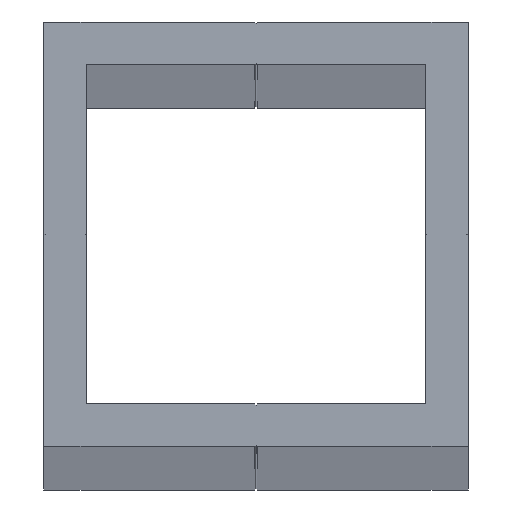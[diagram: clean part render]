
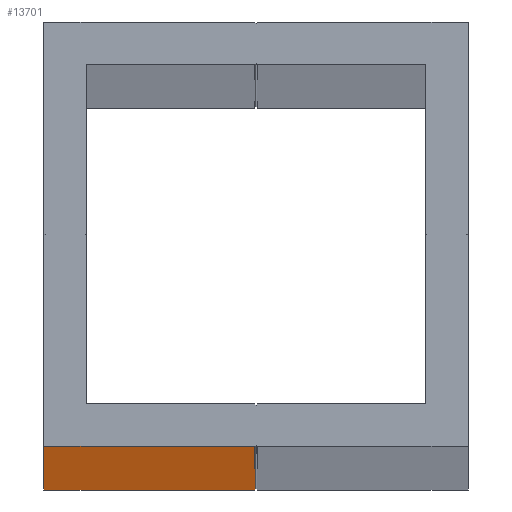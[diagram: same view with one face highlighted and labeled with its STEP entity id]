
A CAD part, top view. The second image highlights one B-rep face of the part: STEP entity #13701.
In plain terms, the highlighted planar face has unit normal (0, -1, 0).
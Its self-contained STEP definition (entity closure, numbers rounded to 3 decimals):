
#128 = CARTESIAN_POINT ( 'NONE',  ( -12.7, -12.7, 749.3 ) ) ;
#258 = DIRECTION ( 'NONE',  ( 1., 0., 0. ) ) ;
#702 = CARTESIAN_POINT ( 'NONE',  ( -0.076, -12.7, -749.3 ) ) ;
#1420 = PLANE ( 'NONE',  #18693 ) ;
#2184 = VERTEX_POINT ( 'NONE', #16011 ) ;
#2379 = EDGE_CURVE ( 'NONE', #13604, #2184, #18376, .T. ) ;
#2585 = VECTOR ( 'NONE', #258, 1000. ) ;
#4146 = ORIENTED_EDGE ( 'NONE', *, *, #2379, .F. ) ;
#4487 = CARTESIAN_POINT ( 'NONE',  ( -12.7, -12.7, -749.3 ) ) ;
#5364 = CARTESIAN_POINT ( 'NONE',  ( -12.7, -12.7, 749.3 ) ) ;
#5736 = CARTESIAN_POINT ( 'NONE',  ( -12.7, -12.7, 749.3 ) ) ;
#6550 = DIRECTION ( 'NONE',  ( 1., 0., 0. ) ) ;
#7246 = DIRECTION ( 'NONE',  ( 0., 0., 1. ) ) ;
#7253 = EDGE_LOOP ( 'NONE', ( #16395, #24920, #4146, #9302 ) ) ;
#7961 = DIRECTION ( 'NONE',  ( 0., 0., 1. ) ) ;
#8641 = VECTOR ( 'NONE', #25282, 1000. ) ;
#9302 = ORIENTED_EDGE ( 'NONE', *, *, #15973, .T. ) ;
#10760 = VERTEX_POINT ( 'NONE', #14359 ) ;
#10862 = CARTESIAN_POINT ( 'NONE',  ( -12.7, -12.7, -749.3 ) ) ;
#13248 = LINE ( 'NONE', #10862, #2585 ) ;
#13604 = VERTEX_POINT ( 'NONE', #5364 ) ;
#13701 = ADVANCED_FACE ( 'NONE', ( #23934 ), #1420, .F. ) ;
#14314 = DIRECTION ( 'NONE',  ( 0., 1., 0. ) ) ;
#14359 = CARTESIAN_POINT ( 'NONE',  ( -0.076, -12.7, -749.3 ) ) ;
#14577 = LINE ( 'NONE', #702, #18220 ) ;
#15973 = EDGE_CURVE ( 'NONE', #13604, #22439, #25833, .T. ) ;
#16011 = CARTESIAN_POINT ( 'NONE',  ( -0.076, -12.7, 749.3 ) ) ;
#16395 = ORIENTED_EDGE ( 'NONE', *, *, #19805, .T. ) ;
#17022 = VECTOR ( 'NONE', #6550, 1000. ) ;
#18220 = VECTOR ( 'NONE', #7246, 1000. ) ;
#18376 = LINE ( 'NONE', #128, #17022 ) ;
#18693 = AXIS2_PLACEMENT_3D ( 'NONE', #5736, #14314, #7961 ) ;
#19805 = EDGE_CURVE ( 'NONE', #22439, #10760, #13248, .T. ) ;
#22439 = VERTEX_POINT ( 'NONE', #4487 ) ;
#23138 = CARTESIAN_POINT ( 'NONE',  ( -12.7, -12.7, 749.3 ) ) ;
#23934 = FACE_OUTER_BOUND ( 'NONE', #7253, .T. ) ;
#24920 = ORIENTED_EDGE ( 'NONE', *, *, #25449, .T. ) ;
#25282 = DIRECTION ( 'NONE',  ( 0., 0., -1. ) ) ;
#25449 = EDGE_CURVE ( 'NONE', #10760, #2184, #14577, .T. ) ;
#25833 = LINE ( 'NONE', #23138, #8641 ) ;
